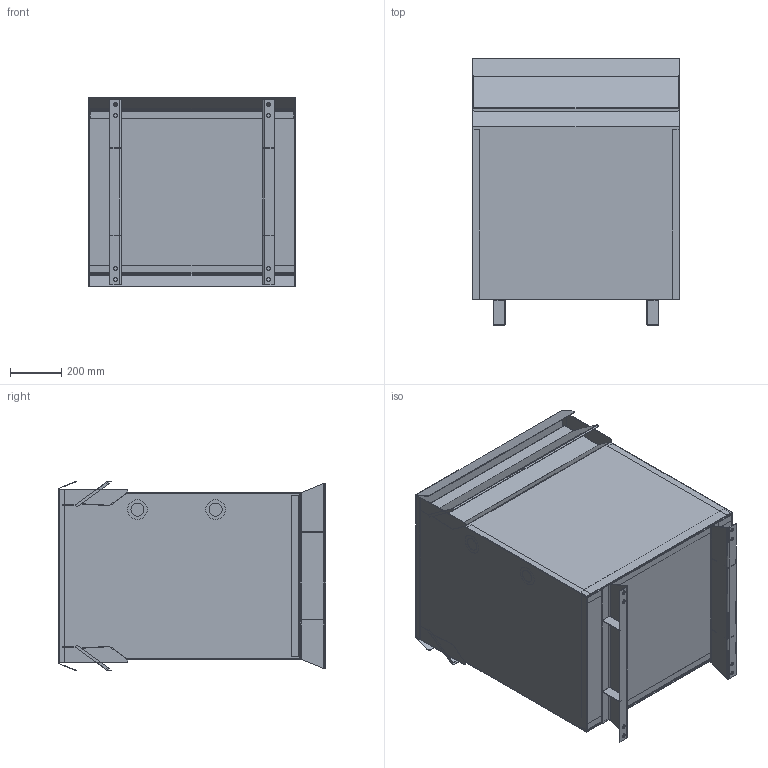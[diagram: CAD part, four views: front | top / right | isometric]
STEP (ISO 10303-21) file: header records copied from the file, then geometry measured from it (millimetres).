
FILE_DESCRIPTION (( 'STEP AP203' ), '1' );
FILE_NAME ('DM220JJ.step', '2022-02-01T19:20:38', ( '' ), ( '' ), 'SwSTEP 2.0', 'SolidWorks 2021', '' );
FILE_SCHEMA (( 'CONFIG_CONTROL_DESIGN' ));
Length unit declared in the file: inch
Products named in the file (1): DM220JJ
Bounding box: 809.62 x 1041.4 x 740.19 mm (x, y, z)
Volume: 8039069.8 mm3; surface area: 9505213.1 mm2
Topology: 10 solids, 10 shells, 302 faces, 782 edges, 512 vertices
Faces by surface type: plane 192, cylinder 106, bspline 4
Entity records: 10523 total; most frequent: CARTESIAN_POINT 2869, DIRECTION 1576, ORIENTED_EDGE 1564, EDGE_CURVE 782, VECTOR 570, LINE 570, VERTEX_POINT 512, AXIS2_PLACEMENT_3D 503
